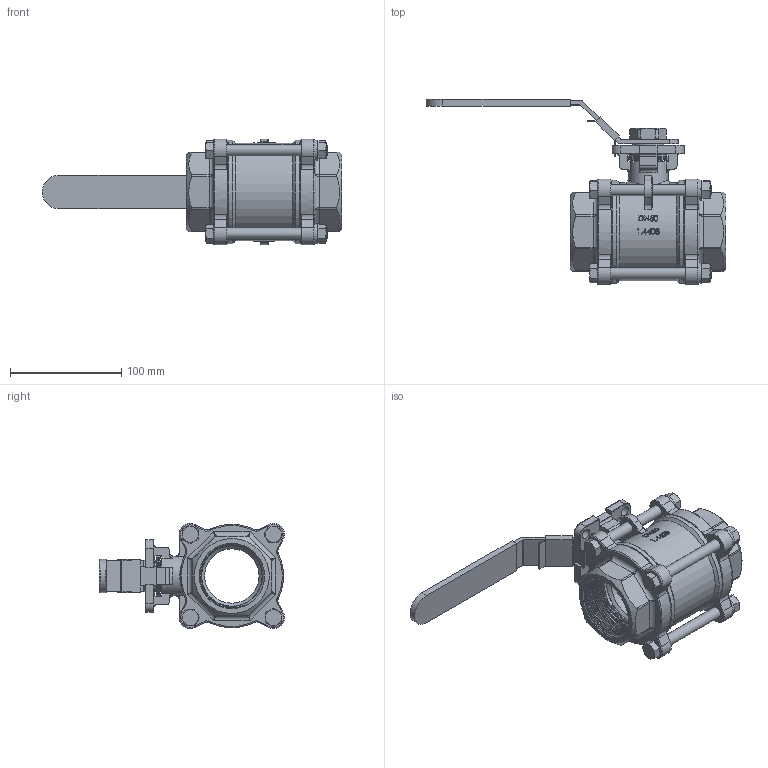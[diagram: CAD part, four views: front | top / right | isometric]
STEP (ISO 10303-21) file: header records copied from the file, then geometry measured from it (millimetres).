
FILE_DESCRIPTION(/* description */ ('Unknown'),/* implementation_level */ '2;1');
FILE_NAME(/* name */ '9323-09',/* time_stamp */ '2022-01-24T13:40:50+01:00',/* author */ ('Unknown'),/* organization */ ('Unknown'),/* preprocessor_version */ 'ST-DEVELOPER v16.7',/* originating_system */ 'Solid Edge',/* authorisation */ 'Unknown');
FILE_SCHEMA (('AUTOMOTIVE_DESIGN {1 0 10303 214 3 1 1}'));
Products named in the file (7): 8.112.050; Hebel 040-050; Hebel 040_050; Ummantelung 040_050; Lasche040_050; M18_niedrig
Assembly tree (6 placements, depth 3):
  8.112.050
    Hebel 040-050
      Hebel 040_050
      Ummantelung 040_050
      Lasche040_050
    8.112.050
    M18_niedrig
Bounding box: 270 x 166.68 x 94.92 mm (x, y, z)
Volume: 662199.5 mm3; surface area: 162500.9 mm2
Topology: 5 solids, 5 shells, 899 faces, 2411 edges, 1532 vertices
Faces by surface type: plane 372, cylinder 264, bspline 137, torus 74, cone 52
Full cylindrical faces by diameter (mm): 7 x3, 8.34 x1, 9 x4, 10 x8, 10.8 x2, 11 x8, 15.294 x1, 25 x1, 28 x1, 36 x1, 38.6 x2, 40 x1, 49 x1, 54.86 x24, 88 x1, 93 x4
Entity records: 56767 total; most frequent: CARTESIAN_POINT 36333, ORIENTED_EDGE 4458, DIRECTION 3584, EDGE_CURVE 2229, VERTEX_POINT 1502, AXIS2_PLACEMENT_3D 1271, EDGE_LOOP 1063, FACE_BOUND 1063
